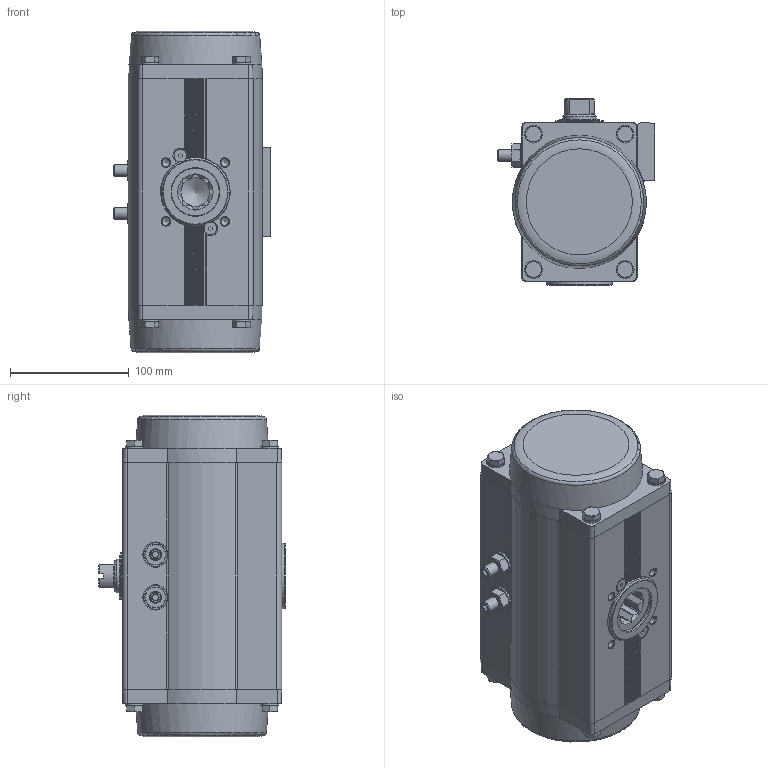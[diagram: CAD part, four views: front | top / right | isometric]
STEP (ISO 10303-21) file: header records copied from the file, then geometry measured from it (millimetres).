
FILE_DESCRIPTION(/* description */ ('STEP AP214'),/* implementation_level */ '2;1');
FILE_NAME(/* name */ '8102840_DFPD-160-RP-90-RS60-F07-R3-C-VDE2',/* time_stamp */ '2024-08-15T17:19:12+02:00',/* author */ ('License CC BY-ND 4.0'),/* organization */ ('CADENAS'),/* preprocessor_version */ 'ST-DEVELOPER v19.3',/* originating_system */ 'PARTsolutions',/* authorisation */ ' ');
FILE_SCHEMA (('AUTOMOTIVE_DESIGN {1 0 10303 214 3 1 1}'));
Length unit declared in the file: millimetre
Products named in the file (8): 8102840 DFPD-160-RP-90-RS60-F07-R3-C-VDE2---(0); 8042189 DFPD-160-90-RS-F07-C-VDE2---(housing); 8042189 DFPD-160(F07_0)---(shaft); 4131243 SCHEIBE 10.2X20X2-1.4301; DIN 934 - M10(F); 5190463 DFPD-160-C--(adj); 8101071 DFPD-CTR-F07--(ctr); 8120158 DFPD-...-C-VDE2---(PS)
Assembly tree (11 placements, depth 2):
  8102840 DFPD-160-RP-90-RS60-F07-R3-C-VDE2---(0)
    8042189 DFPD-160-90-RS-F07-C-VDE2---(housing)
    8042189 DFPD-160(F07_0)---(shaft)
    4131243 SCHEIBE 10.2X20X2-1.4301  x2
    DIN 934 - M10(F)  x2
    5190463 DFPD-160-C--(adj)  x2
    8101071 DFPD-CTR-F07--(ctr)
    8120158 DFPD-...-C-VDE2---(PS)  x2
Bounding box: 132.67 x 157 x 270.9 mm (x, y, z)
Volume: 3500563.4 mm3; surface area: 215569.5 mm2
Topology: 11 solids, 11 shells, 747 faces, 1750 edges, 1094 vertices
Faces by surface type: plane 353, cylinder 175, cone 171, torus 46, sphere 2
Full cylindrical faces by diameter (mm): 2 x2, 4.134 x10, 4.2 x1, 4.5 x2, 4.917 x1, 5.5 x2, 5.917 x2, 6.647 x4, 7 x2, 8.376 x4, 8.5 x2, 10 x4, 10.2 x2, 10.57 x2, 11.445 x2, 11.5 x2, 12 x2, 12.8 x1, 14.8 x2, 15 x8, 20 x2, 21 x2, 28 x3, 30.8 x1, 33.2 x1, 34 x2, 40 x3, 41 x1, 44.5 x2, 45 x2
Entity records: 19018 total; most frequent: CARTESIAN_POINT 3925, DIRECTION 3045, ORIENTED_EDGE 2762, EDGE_CURVE 1381, AXIS2_PLACEMENT_3D 1229, VERTEX_POINT 971, FACE_BOUND 950, EDGE_LOOP 935
